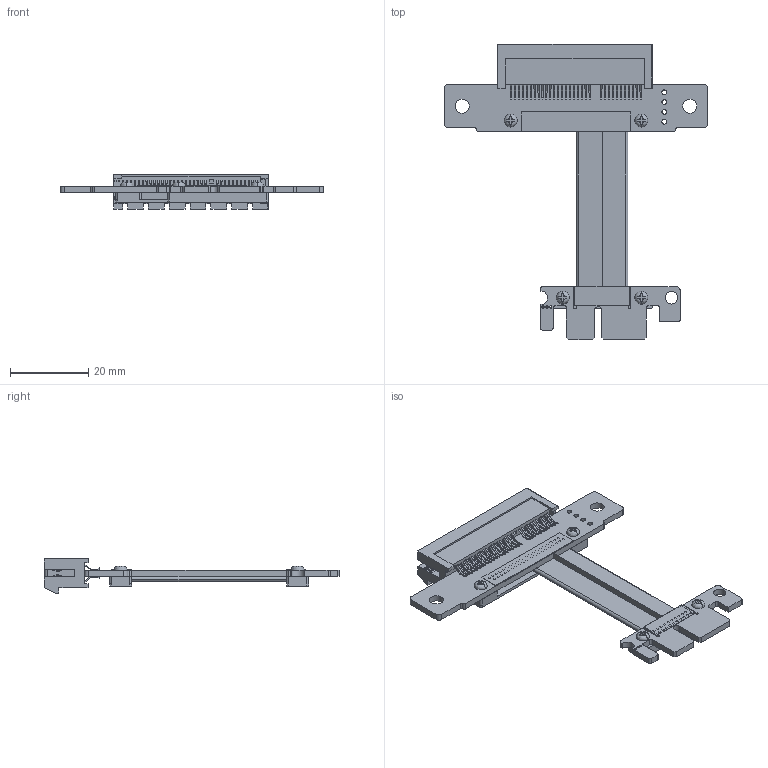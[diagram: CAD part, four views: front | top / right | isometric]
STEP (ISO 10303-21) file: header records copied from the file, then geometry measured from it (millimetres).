
FILE_DESCRIPTION(('Open CASCADE Model'),'2;1');
FILE_NAME('Open CASCADE Shape Model','2020-03-05T10:35:23',('Author'),( 'Open CASCADE'),'Open CASCADE STEP processor 6.8','Open CASCADE 6.8' ,'Unknown');
FILE_SCHEMA(('AUTOMOTIVE_DESIGN { 1 0 10303 214 1 1 1 1 }'));
Length unit declared in the file: millimetre
Products named in the file (14): PCB; Board; Open CASCADE STEP translator 6.8 8.1.1; Open CASCADE STEP translator 6.8 8.1.2; AAA-PCI-4×_3D_RGB4404530; Free-Models; G0033_RGB9411503; RP22S-PAD; Tape28x5_RGB0; Hexagon_nut_ISO_4032_(DIN_934)_-_M2_RGB9411503; RP11S-PAD; Tape14x5_RGB0; cable20-43
Assembly tree (19 placements, depth 3):
  PCB
    Board
      Open CASCADE STEP translator 6.8 8.1.1
      Open CASCADE STEP translator 6.8 8.1.2
    (unnamed)
      AAA-PCI-4×_3D_RGB4404530
    Free-Models
      G0033_RGB9411503  x4
      RP22S-PAD
      Tape28x5_RGB0
      Hexagon_nut_ISO_4032_(DIN_934)_-_M2_RGB9411503  x4
      RP11S-PAD
      Tape14x5_RGB0
      cable20-43
Bounding box: 67.08 x 75.21 x 8.78 mm (x, y, z)
Volume: 5380 mm3; surface area: 10482.4 mm2
Topology: 56 solids, 56 shells, 3619 faces, 8909 edges, 5488 vertices
Faces by surface type: plane 1878, cylinder 1209, bspline 396, torus 80, cone 48, revolution 8
Full cylindrical faces by diameter (mm): 0.6 x63, 1.2 x4, 2.2 x7, 2.216 x1, 3.2 x1, 3.6 x2, 4.8 x4
Entity records: 133220 total; most frequent: CARTESIAN_POINT 25584, ORIENTED_EDGE 17170, DIRECTION 15255, EDGE_CURVE 8585, LINE 5871, VECTOR 5871, VERTEX_POINT 5284, AXIS2_PLACEMENT_3D 4691
